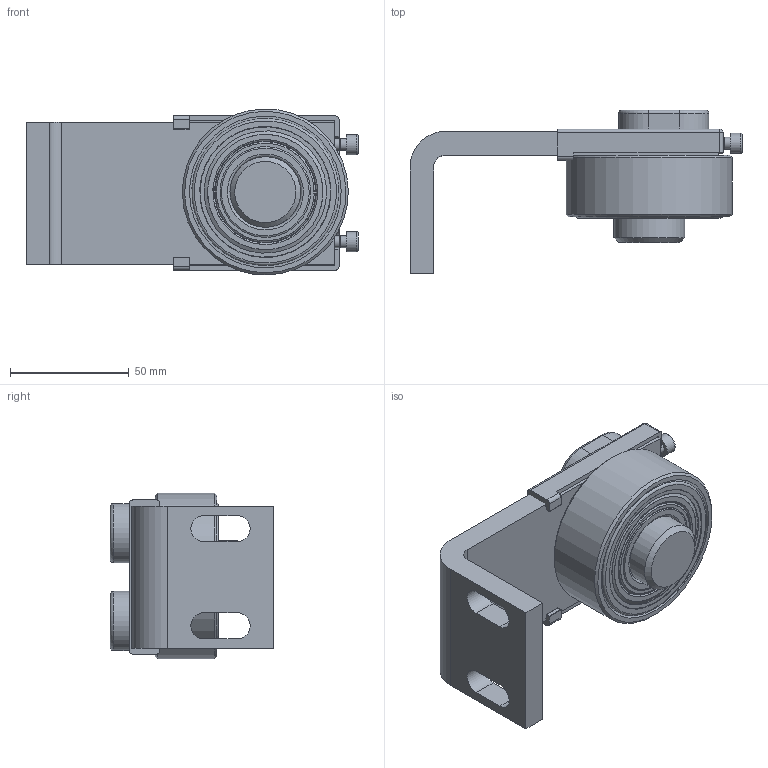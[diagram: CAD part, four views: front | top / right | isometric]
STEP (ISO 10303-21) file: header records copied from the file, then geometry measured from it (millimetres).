
FILE_DESCRIPTION(/* description */ (''),/* implementation_level */ '2;1');
FILE_NAME(/* name */ '25072H.stp',/* time_stamp */ '2019-08-08T09:45:17+02:00',/* author */ ('DOMINIQUE'),/* organization */ (''),/* preprocessor_version */ 'ST-DEVELOPER v17.2',/* originating_system */ 'Autodesk Inventor 2019',/* authorisation */ '');
FILE_SCHEMA (('AUTOMOTIVE_DESIGN { 1 0 10303 214 3 1 1 }'));
Length unit declared in the file: millimetre
Products named in the file (1): 25072H
Bounding box: 140 x 69 x 69.98 mm (x, y, z)
Volume: 201965.9 mm3; surface area: 90853.6 mm2
Topology: 13 solids, 13 shells, 384 faces, 979 edges, 643 vertices
Faces by surface type: plane 226, cylinder 77, torus 37, cone 34, sphere 6, bspline 4
Full cylindrical faces by diameter (mm): 4.917 x2, 5 x4, 8.376 x2, 8.5 x2, 10 x2, 10.2 x2, 18 x2, 29.8 x1, 30 x1, 37 x2, 38.275 x2, 43.15 x2, 48.85 x2, 51.613 x2, 60 x1, 62 x1, 64 x1, 70 x1
Entity records: 15775 total; most frequent: CARTESIAN_POINT 5767, DIRECTION 2157, ORIENTED_EDGE 1946, EDGE_CURVE 973, AXIS2_PLACEMENT_3D 879, VERTEX_POINT 657, EDGE_LOOP 452, LINE 399
